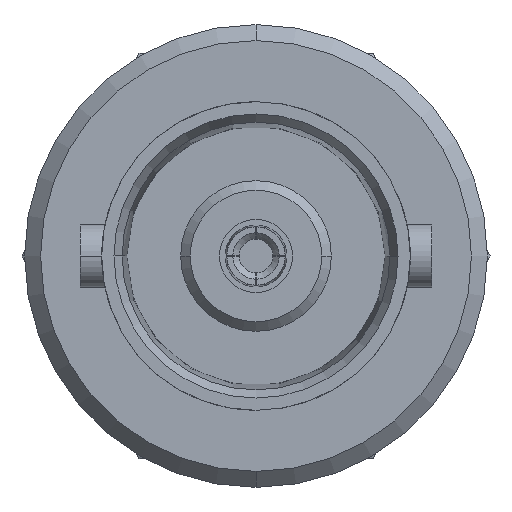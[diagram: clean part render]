
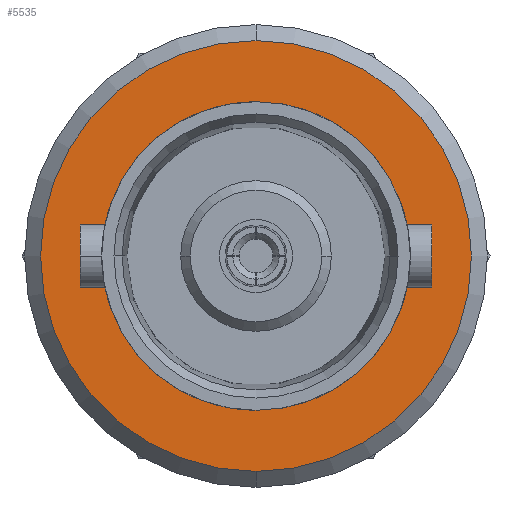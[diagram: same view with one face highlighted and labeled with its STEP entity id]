
A CAD part, left-side view. The second image highlights one B-rep face of the part: STEP entity #5535.
In plain terms, the highlighted planar face has unit normal (-1, 0, 0).
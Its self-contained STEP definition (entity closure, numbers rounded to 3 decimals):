
#1366 = CARTESIAN_POINT ( 'NONE',  ( 12.7, 0.142, 4.8 ) ) ;
#1367 = CARTESIAN_POINT ( 'NONE',  ( 12.7, 0.142, -4.8 ) ) ;
#3034 = CARTESIAN_POINT ( 'NONE',  ( 12.7, 0.142, -6.75 ) ) ;
#3035 = CARTESIAN_POINT ( 'NONE',  ( 12.7, 0.142, 6.75 ) ) ;
#3036 = DIRECTION ( 'NONE',  ( 0., 0., 1. ) ) ;
#3037 = DIRECTION ( 'NONE',  ( 1., 0., 0. ) ) ;
#3038 = CARTESIAN_POINT ( 'NONE',  ( 12.7, 0.142, 0. ) ) ;
#3039 = AXIS2_PLACEMENT_3D ( 'NONE', #3038, #3037, #3036 ) ;
#3043 = CIRCLE ( 'NONE', #3039, 4.8 ) ;
#4474 = EDGE_CURVE ( 'NONE', #7612, #7613, #3043, .T. ) ;
#4475 = VERTEX_POINT ( 'NONE', #3035 ) ;
#4476 = VERTEX_POINT ( 'NONE', #3034 ) ;
#4559 = EDGE_CURVE ( 'NONE', #4475, #4476, #10015, .T. ) ;
#5451 = EDGE_CURVE ( 'NONE', #4476, #4475, #11878, .T. ) ;
#5535 = ADVANCED_FACE ( 'NONE', ( #12044, #12043 ), #12042, .T. ) ;
#5536 = EDGE_LOOP ( 'NONE', ( #5537, #5539 ) ) ;
#5537 = ORIENTED_EDGE ( 'NONE', *, *, #5538, .T. ) ;
#5538 = EDGE_CURVE ( 'NONE', #7613, #7612, #12040, .T. ) ;
#5539 = ORIENTED_EDGE ( 'NONE', *, *, #4474, .T. ) ;
#5540 = EDGE_LOOP ( 'NONE', ( #5541, #5542 ) ) ;
#5541 = ORIENTED_EDGE ( 'NONE', *, *, #5451, .T. ) ;
#5542 = ORIENTED_EDGE ( 'NONE', *, *, #4559, .T. ) ;
#7612 = VERTEX_POINT ( 'NONE', #1367 ) ;
#7613 = VERTEX_POINT ( 'NONE', #1366 ) ;
#10006 = DIRECTION ( 'NONE',  ( 0., 0., -1. ) ) ;
#10007 = DIRECTION ( 'NONE',  ( -1., 0., 0. ) ) ;
#10008 = CARTESIAN_POINT ( 'NONE',  ( 12.7, 0.142, 0. ) ) ;
#10009 = AXIS2_PLACEMENT_3D ( 'NONE', #10008, #10007, #10006 ) ;
#10015 = CIRCLE ( 'NONE', #10009, 6.75 ) ;
#11878 = CIRCLE ( 'NONE', #11938, 6.75 ) ;
#11935 = DIRECTION ( 'NONE',  ( 0., 0., -1. ) ) ;
#11936 = DIRECTION ( 'NONE',  ( -1., 0., 0. ) ) ;
#11937 = CARTESIAN_POINT ( 'NONE',  ( 12.7, 0.142, 0. ) ) ;
#11938 = AXIS2_PLACEMENT_3D ( 'NONE', #11937, #11936, #11935 ) ;
#12033 = DIRECTION ( 'NONE',  ( 0., 0., 1. ) ) ;
#12034 = DIRECTION ( 'NONE',  ( 1., 0., 0. ) ) ;
#12035 = CARTESIAN_POINT ( 'NONE',  ( 12.7, 0.142, 0. ) ) ;
#12036 = AXIS2_PLACEMENT_3D ( 'NONE', #12035, #12034, #12033 ) ;
#12037 = DIRECTION ( 'NONE',  ( 0., 0., -1. ) ) ;
#12038 = DIRECTION ( 'NONE',  ( -1., 0., 0. ) ) ;
#12039 = AXIS2_PLACEMENT_3D ( 'NONE', #12041, #12038, #12037 ) ;
#12040 = CIRCLE ( 'NONE', #12036, 4.8 ) ;
#12041 = CARTESIAN_POINT ( 'NONE',  ( 12.7, 6.973, 6.831 ) ) ;
#12042 = PLANE ( 'NONE',  #12039 ) ;
#12043 = FACE_OUTER_BOUND ( 'NONE', #5540, .T. ) ;
#12044 = FACE_BOUND ( 'NONE', #5536, .T. ) ;
